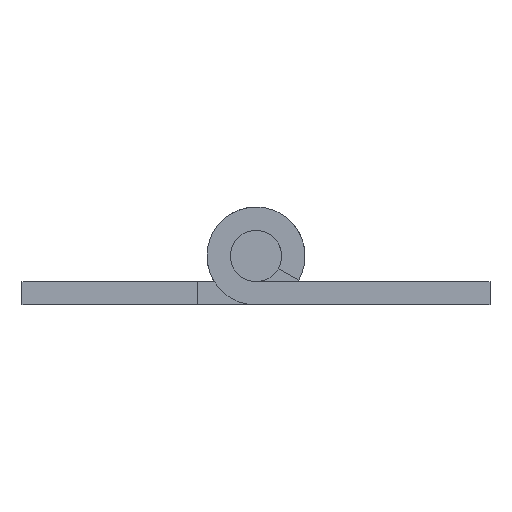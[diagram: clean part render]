
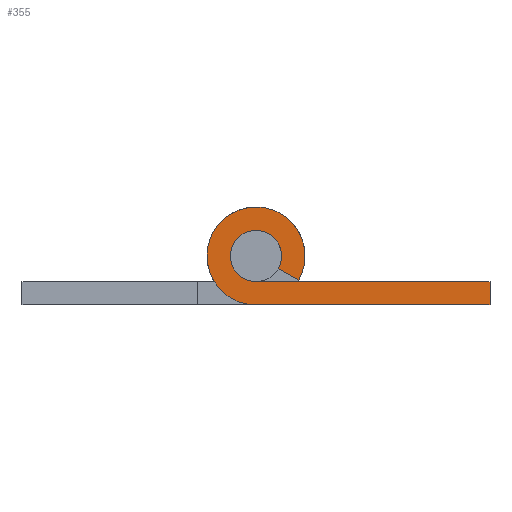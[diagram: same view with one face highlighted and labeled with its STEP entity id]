
A CAD part, front view. The second image highlights one B-rep face of the part: STEP entity #355.
In plain terms, the highlighted planar face has unit normal (0, -1, 0).
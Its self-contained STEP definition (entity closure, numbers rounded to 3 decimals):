
#197 = VERTEX_POINT ( 'NONE', #4689 ) ;
#212 = AXIS2_PLACEMENT_3D ( 'NONE', #6967, #3092, #7626 ) ;
#231 = VECTOR ( 'NONE', #1797, 1000. ) ;
#355 = ADVANCED_FACE ( 'NONE', ( #4841 ), #5634, .T. ) ;
#665 = CARTESIAN_POINT ( 'NONE',  ( 0., -12.4, 0. ) ) ;
#807 = ORIENTED_EDGE ( 'NONE', *, *, #7244, .T. ) ;
#1215 = CARTESIAN_POINT ( 'NONE',  ( 0., -12.4, -1.75 ) ) ;
#1308 = DIRECTION ( 'NONE',  ( 0., 0., -1. ) ) ;
#1467 = CARTESIAN_POINT ( 'NONE',  ( 1.523, -12.4, -0.862 ) ) ;
#1703 = CARTESIAN_POINT ( 'NONE',  ( 1.523, -12.4, -0.862 ) ) ;
#1797 = DIRECTION ( 'NONE',  ( 0., 0., 1. ) ) ;
#2125 = CARTESIAN_POINT ( 'NONE',  ( 16., -12.4, -1.75 ) ) ;
#2158 = CARTESIAN_POINT ( 'NONE',  ( 16., -12.4, -1.75 ) ) ;
#2415 = CARTESIAN_POINT ( 'NONE',  ( 0., -12.4, -3.35 ) ) ;
#2523 = LINE ( 'NONE', #5012, #231 ) ;
#2750 = ORIENTED_EDGE ( 'NONE', *, *, #2979, .T. ) ;
#2851 = LINE ( 'NONE', #2125, #5871 ) ;
#2969 = VERTEX_POINT ( 'NONE', #7706 ) ;
#2979 = EDGE_CURVE ( 'NONE', #3070, #2969, #3229, .T. ) ;
#3070 = VERTEX_POINT ( 'NONE', #5225 ) ;
#3092 = DIRECTION ( 'NONE',  ( 0., 1., 0. ) ) ;
#3229 = CIRCLE ( 'NONE', #6682, 3.35 ) ;
#3412 = DIRECTION ( 'NONE',  ( 0.87, 0., -0.493 ) ) ;
#3707 = VECTOR ( 'NONE', #3412, 1000. ) ;
#3756 = CARTESIAN_POINT ( 'NONE',  ( 0., -12.4, 0. ) ) ;
#3802 = EDGE_CURVE ( 'NONE', #197, #7494, #2523, .T. ) ;
#4010 = LINE ( 'NONE', #2415, #7259 ) ;
#4063 = AXIS2_PLACEMENT_3D ( 'NONE', #3756, #6998, #5021 ) ;
#4344 = DIRECTION ( 'NONE',  ( 1., 0., 0. ) ) ;
#4622 = EDGE_LOOP ( 'NONE', ( #5550, #6884, #6121, #6575, #2750, #807 ) ) ;
#4689 = CARTESIAN_POINT ( 'NONE',  ( 16., -12.4, -3.35 ) ) ;
#4841 = FACE_OUTER_BOUND ( 'NONE', #4622, .T. ) ;
#5012 = CARTESIAN_POINT ( 'NONE',  ( 16., -12.4, -3.35 ) ) ;
#5021 = DIRECTION ( 'NONE',  ( 0., 0., -1. ) ) ;
#5081 = EDGE_CURVE ( 'NONE', #7689, #3070, #6943, .T. ) ;
#5155 = DIRECTION ( 'NONE',  ( 0., -1., 0. ) ) ;
#5225 = CARTESIAN_POINT ( 'NONE',  ( 2.915, -12.4, -1.65 ) ) ;
#5316 = DIRECTION ( 'NONE',  ( -1., 0., 0. ) ) ;
#5550 = ORIENTED_EDGE ( 'NONE', *, *, #3802, .T. ) ;
#5634 = PLANE ( 'NONE',  #4063 ) ;
#5871 = VECTOR ( 'NONE', #5316, 1000. ) ;
#6121 = ORIENTED_EDGE ( 'NONE', *, *, #6288, .T. ) ;
#6288 = EDGE_CURVE ( 'NONE', #7313, #7689, #8088, .T. ) ;
#6575 = ORIENTED_EDGE ( 'NONE', *, *, #5081, .T. ) ;
#6682 = AXIS2_PLACEMENT_3D ( 'NONE', #665, #5155, #1308 ) ;
#6884 = ORIENTED_EDGE ( 'NONE', *, *, #8078, .T. ) ;
#6943 = LINE ( 'NONE', #1467, #3707 ) ;
#6967 = CARTESIAN_POINT ( 'NONE',  ( 0., -12.4, 0. ) ) ;
#6998 = DIRECTION ( 'NONE',  ( 0., -1., 0. ) ) ;
#7244 = EDGE_CURVE ( 'NONE', #2969, #197, #4010, .T. ) ;
#7259 = VECTOR ( 'NONE', #4344, 1000. ) ;
#7313 = VERTEX_POINT ( 'NONE', #1215 ) ;
#7494 = VERTEX_POINT ( 'NONE', #2158 ) ;
#7626 = DIRECTION ( 'NONE',  ( 0., 0., -1. ) ) ;
#7689 = VERTEX_POINT ( 'NONE', #1703 ) ;
#7706 = CARTESIAN_POINT ( 'NONE',  ( 0., -12.4, -3.35 ) ) ;
#8078 = EDGE_CURVE ( 'NONE', #7494, #7313, #2851, .T. ) ;
#8088 = CIRCLE ( 'NONE', #212, 1.75 ) ;
